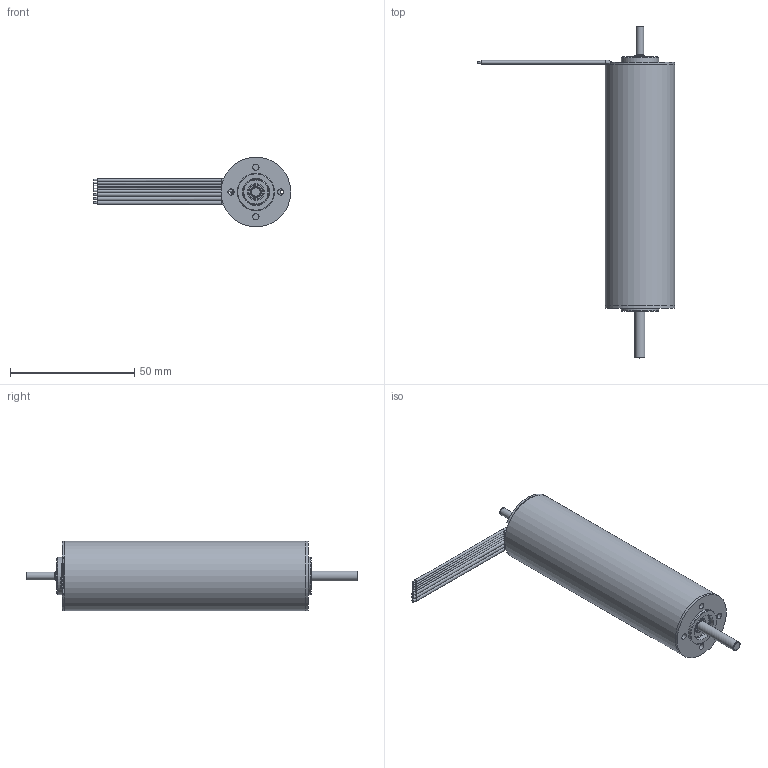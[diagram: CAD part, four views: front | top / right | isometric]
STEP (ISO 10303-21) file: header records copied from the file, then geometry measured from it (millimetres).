
FILE_DESCRIPTION (( 'STEP AP203' ), '1' );
FILE_NAME ('EC4P2899S.STEP', '2025-11-26T09:01:28', ( 'Windows 蚚誧' ), ( 'Organization' ), 'SwSTEP 2.0', 'SolidWorks 2020', '' );
FILE_SCHEMA (( 'CONFIG_CONTROL_DESIGN' ));
Length unit declared in the file: millimetre
Products named in the file (8): 01.14.1449 端子线-剪掉端子头; 01.10.2232 粣; EC4P2899S; 01.02.1014 綴傷裔; 01.06.0020 粣創NMB-1240ZZ; 01.07.0705 儂褲; 01.01.0984 ヶ傷裔; 01.06.0001 粣創NMB-1340ZZ
Assembly tree (7 placements, depth 2):
  EC4P2899S
    01.07.0705 儂褲
    01.01.0984 ヶ傷裔
    01.02.1014 綴傷裔
    01.10.2232 粣
    01.06.0020 粣創NMB-1240ZZ
    01.06.0001 粣創NMB-1340ZZ
    01.14.1449 端子线-剪掉端子头
Bounding box: 79.4 x 133.5 x 28 mm (x, y, z)
Volume: 13391.8 mm3; surface area: 26696.5 mm2
Topology: 28 solids, 28 shells, 262 faces, 517 edges, 325 vertices
Faces by surface type: cylinder 81, plane 75, cone 40, torus 34, sphere 24, bspline 8
Full cylindrical faces by diameter (mm): 0.6 x10, 0.8 x3, 1 x8, 1.25 x3, 1.6 x3, 2.5 x4, 3 x1, 4 x3, 5.6 x4, 6.2 x2, 6.3 x2, 6.6 x2, 6.8 x2, 7.45 x2, 7.6 x2, 8.8 x2, 9.8 x2, 9.85 x2, 10 x1, 10.212 x2, 10.5 x2, 11 x1, 12 x2, 13 x2, 15 x2, 15.8 x1, 23 x1, 25.5 x2, 26.5 x1, 28 x2
Entity records: 12066 total; most frequent: CARTESIAN_POINT 6751, DIRECTION 1002, ORIENTED_EDGE 558, EDGE_LOOP 505, AXIS2_PLACEMENT_3D 491, FACE_OUTER_BOUND 356, EDGE_CURVE 279, VERTEX_POINT 268
